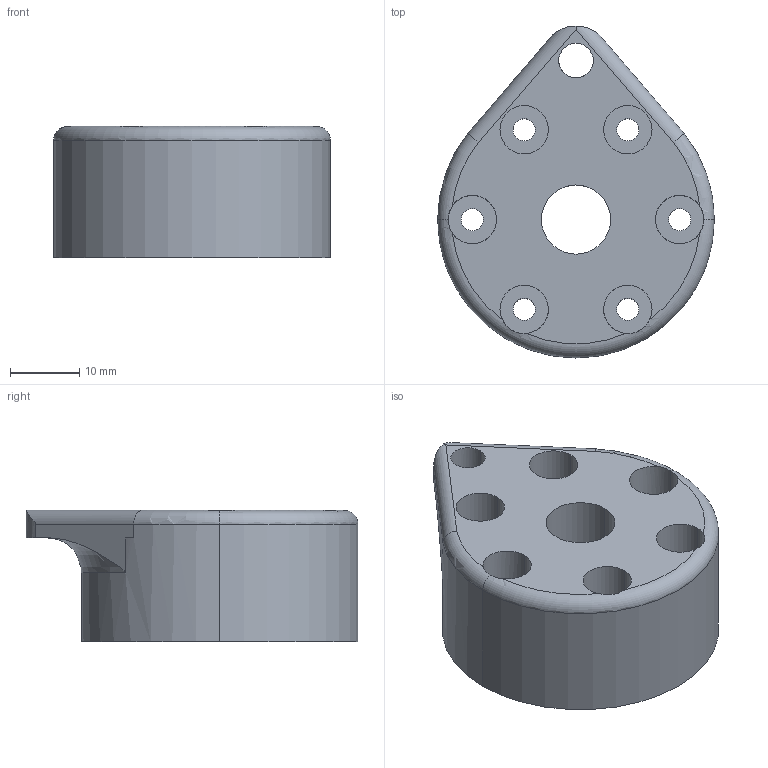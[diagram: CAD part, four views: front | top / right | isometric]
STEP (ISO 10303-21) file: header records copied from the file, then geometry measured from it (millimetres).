
FILE_DESCRIPTION (( 'STEP AP203' ), '1' );
FILE_NAME ('2 DMJ8006电机延长件短（加工两个）.STEP', '2024-03-26T06:04:10', ( '' ), ( '' ), 'SwSTEP 2.0', 'SolidWorks 2021', '' );
FILE_SCHEMA (( 'CONFIG_CONTROL_DESIGN' ));
Length unit declared in the file: millimetre
Products named in the file (1): 2 DMJ8006电机延长件短（加工两个）
Bounding box: 40 x 48 x 19 mm (x, y, z)
Volume: 20929.6 mm3; surface area: 6890.9 mm2
Topology: 1 solids, 1 shells, 50 faces, 135 edges, 88 vertices
Faces by surface type: cylinder 33, plane 13, torus 4
Entity records: 1888 total; most frequent: CARTESIAN_POINT 480, DIRECTION 296, ORIENTED_EDGE 270, EDGE_CURVE 135, AXIS2_PLACEMENT_3D 126, VERTEX_POINT 88, CIRCLE 75, EDGE_LOOP 67
